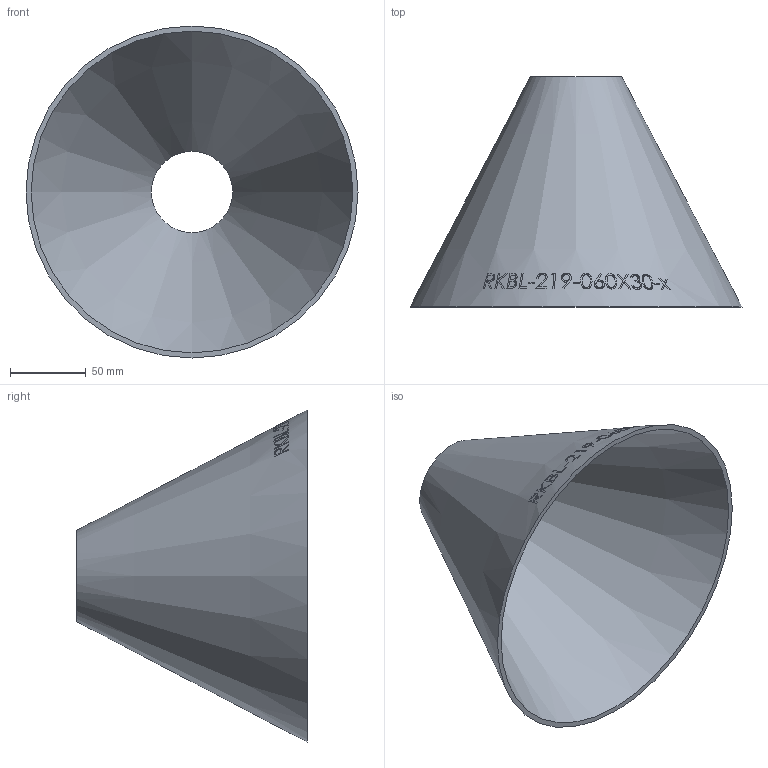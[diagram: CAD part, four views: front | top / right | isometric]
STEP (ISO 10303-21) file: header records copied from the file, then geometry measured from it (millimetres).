
FILE_DESCRIPTION (( 'STEP AP214' ), '1' );
FILE_NAME ('RK-219-060X30-x Reduzierung aus Blech 2006.STEP', '2020-06-02T11:22:30', ( '' ), ( '' ), 'SwSTEP 2.0', 'SolidWorks 2019', '' );
FILE_SCHEMA (( 'AUTOMOTIVE_DESIGN' ));
Length unit declared in the file: millimetre
Products named in the file (1): RK-219-060X30-x Reduzierung aus Blech 2006
Bounding box: 219.1 x 152 x 219.1 mm (x, y, z)
Volume: 220215.3 mm3; surface area: 149799.6 mm2
Topology: 1 solids, 1 shells, 202 faces, 525 edges, 350 vertices
Faces by surface type: bspline 173, cone 27, plane 2
Entity records: 33104 total; most frequent: CARTESIAN_POINT 27566, ORIENTED_EDGE 1046, EDGE_CURVE 523, B_SPLINE_CURVE_WITH_KNOTS 519, VERTEX_POINT 350, EDGE_LOOP 231, ADVANCED_FACE 202, FACE_OUTER_BOUND 202
